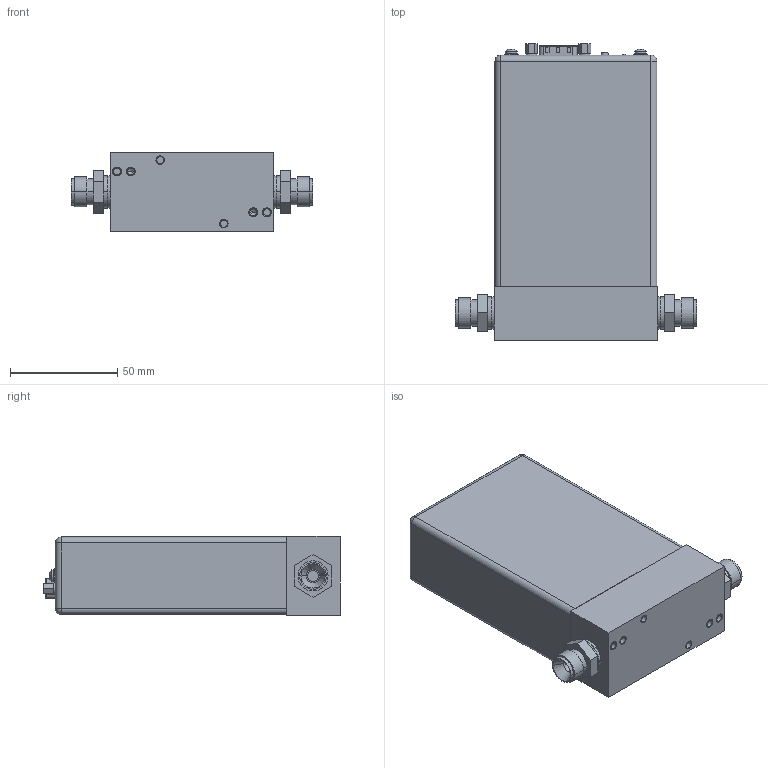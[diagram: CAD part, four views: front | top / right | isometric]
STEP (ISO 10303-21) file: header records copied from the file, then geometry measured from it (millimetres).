
FILE_DESCRIPTION((''),'2;1');
FILE_NAME('1043289_9-PIN_STP_ASM','2012-01-18T',('cockrofm'),('MKS Instruments, Inc.'),'PRO/ENGINEER BY PARAMETRIC TECHNOLOGY CORPORATION, 2009060','PRO/ENGINEER BY PARAMETRIC TECHNOLOGY CORPORATION, 2009060','');
FILE_SCHEMA(('CONFIG_CONTROL_DESIGN'));
Length unit declared in the file: inch
Products named in the file (17): 119085-FLOW-BODY; 118284_LABEL-CE; 1041615_PWB; 110-8017_CONN-2POS-SINGLE; 1041767_LED; 110-0187-3-PIN-HEADER; 1041769_LED; 072-8550_MJTP1236E; 1038688_CONN_RJ45; 1036797; 1041616_MAIN_PWR-BD_ASM; 1042667-001_RS-485_ASM; 1011702-002_4-40_PAN-HD-SEMS; 1041562_ENCLOSURE_SOLID-TOP; 1016309-003; 116158-P2_FTTNG-SWGLCK; 1043289_9-PIN_STP_ASM
Assembly tree (19 placements, depth 4):
  1043289_9-PIN_STP_ASM
    119085-FLOW-BODY
    118284_LABEL-CE
    1042667-001_RS-485_ASM
      1041616_MAIN_PWR-BD_ASM
        1041615_PWB
        110-8017_CONN-2POS-SINGLE
        1041767_LED
        110-0187-3-PIN-HEADER
        1041769_LED
        072-8550_MJTP1236E
        1038688_CONN_RJ45
        1036797
    1011702-002_4-40_PAN-HD-SEMS  x2
    1041562_ENCLOSURE_SOLID-TOP
    1016309-003  x2
    116158-P2_FTTNG-SWGLCK  x2
Bounding box: 112.78 x 138.35 x 36.91 mm (x, y, z)
Volume: 107548.7 mm3; surface area: 86531.5 mm2
Topology: 17 solids, 39 shells, 1071 faces, 2652 edges, 1714 vertices
Faces by surface type: plane 617, cylinder 290, bspline 58, cone 40, torus 26, extrusion 24, sphere 16
Entity records: 30239 total; most frequent: CARTESIAN_POINT 7125, DIRECTION 4786, ORIENTED_EDGE 4536, EDGE_CURVE 2342, VECTOR 1600, AXIS2_PLACEMENT_3D 1593, LINE 1576, VERTEX_POINT 1529
